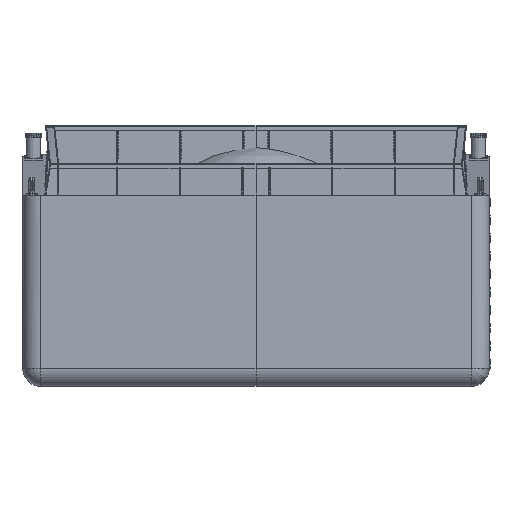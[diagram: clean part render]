
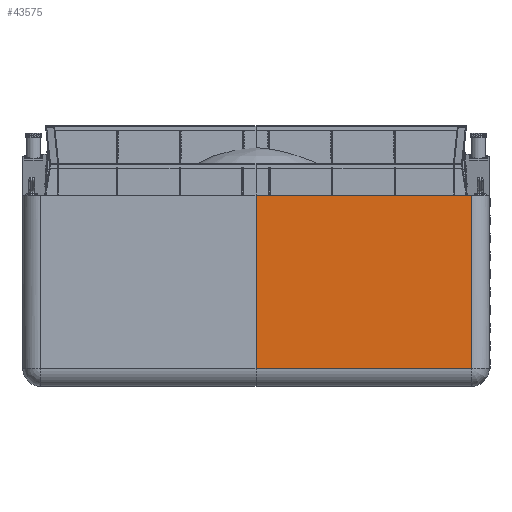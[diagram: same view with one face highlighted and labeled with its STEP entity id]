
A CAD part, front view. The second image highlights one B-rep face of the part: STEP entity #43575.
In plain terms, the highlighted free-form (B-spline) face has degree [1, 1] with [2, 2] control points.
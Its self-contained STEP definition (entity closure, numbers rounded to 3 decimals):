
#42128 = VERTEX_POINT('',#42129);
#42129 = CARTESIAN_POINT('',(0.,0.,4011.329));
#42134 = EDGE_CURVE('',#42128,#42135,#42137,.T.);
#42135 = VERTEX_POINT('',#42136);
#42136 = CARTESIAN_POINT('',(4512.745,0.,
    4011.329));
#42137 = B_SPLINE_CURVE_WITH_KNOTS('',1,(#42138,#42139),.UNSPECIFIED.,
  .F.,.F.,(2,2),(0.,3657.6),.PIECEWISE_BEZIER_KNOTS.);
#42138 = CARTESIAN_POINT('',(0.,0.,4011.329));
#42139 = CARTESIAN_POINT('',(4512.745,0.,
    4011.329));
#42162 = EDGE_CURVE('',#42135,#42163,#42165,.T.);
#42163 = VERTEX_POINT('',#42164);
#42164 = CARTESIAN_POINT('',(4512.745,0.,
    376.315));
#42165 = B_SPLINE_CURVE_WITH_KNOTS('',1,(#42166,#42167),.UNSPECIFIED.,
  .F.,.F.,(2,2),(-639.547,2306.648),
  .PIECEWISE_BEZIER_KNOTS.);
#42166 = CARTESIAN_POINT('',(4512.745,0.,
    4011.329));
#42167 = CARTESIAN_POINT('',(4512.745,0.,
    376.315));
#42186 = EDGE_CURVE('',#42163,#42187,#42189,.T.);
#42187 = VERTEX_POINT('',#42188);
#42188 = CARTESIAN_POINT('',(4512.492,0.,
    376.062));
#42189 = B_SPLINE_CURVE_WITH_KNOTS('',3,(#42190,#42191,#42192,#42193,
    #42194,#42195,#42196,#42197,#42198,#42199),.UNSPECIFIED.,.F.,.F.,(4,
    1,1,1,1,1,1,4),(0.,0.005,0.009,
    0.014,0.018,0.023,
    0.028,0.032),.UNSPECIFIED.);
#42190 = CARTESIAN_POINT('',(4512.745,0.,376.315));
#42191 = CARTESIAN_POINT('',(4512.745,0.,
    376.296));
#42192 = CARTESIAN_POINT('',(4512.741,0.,
    376.258));
#42193 = CARTESIAN_POINT('',(4512.722,0.,
    376.204));
#42194 = CARTESIAN_POINT('',(4512.691,0.,
    376.156));
#42195 = CARTESIAN_POINT('',(4512.651,0.,
    376.116));
#42196 = CARTESIAN_POINT('',(4512.603,0.,
    376.085));
#42197 = CARTESIAN_POINT('',(4512.549,0.,
    376.066));
#42198 = CARTESIAN_POINT('',(4512.511,0.,
    376.062));
#42199 = CARTESIAN_POINT('',(4512.492,0.,376.062));
#42328 = VERTEX_POINT('',#42329);
#42329 = CARTESIAN_POINT('',(0.,0.,376.062));
#42343 = EDGE_CURVE('',#42187,#42328,#42344,.T.);
#42344 = B_SPLINE_CURVE_WITH_KNOTS('',1,(#42345,#42346),.UNSPECIFIED.,
  .F.,.F.,(2,2),(-3657.395,0.),.PIECEWISE_BEZIER_KNOTS.);
#42345 = CARTESIAN_POINT('',(4512.492,0.,376.062));
#42346 = CARTESIAN_POINT('',(0.,0.,376.062));
#43107 = EDGE_CURVE('',#42128,#42328,#43108,.T.);
#43108 = B_SPLINE_CURVE_WITH_KNOTS('',1,(#43109,#43110),.UNSPECIFIED.,
  .F.,.F.,(2,2),(0.,2946.4),.PIECEWISE_BEZIER_KNOTS.);
#43109 = CARTESIAN_POINT('',(0.,0.,4011.329));
#43110 = CARTESIAN_POINT('',(0.,0.,376.062));
#43575 = ADVANCED_FACE('',(#43576),#43583,.T.);
#43576 = FACE_BOUND('',#43577,.T.);
#43577 = EDGE_LOOP('',(#43578,#43579,#43580,#43581,#43582));
#43578 = ORIENTED_EDGE('',*,*,#42162,.F.);
#43579 = ORIENTED_EDGE('',*,*,#42134,.F.);
#43580 = ORIENTED_EDGE('',*,*,#43107,.T.);
#43581 = ORIENTED_EDGE('',*,*,#42343,.F.);
#43582 = ORIENTED_EDGE('',*,*,#42186,.F.);
#43583 = B_SPLINE_SURFACE_WITH_KNOTS('',1,1,(
    (#43584,#43585)
    ,(#43586,#43587
    )),.UNSPECIFIED.,.F.,.F.,.F.,(2,2),(2,2),(0.,2946.4),(0.,
    3657.6),.PIECEWISE_BEZIER_KNOTS.);
#43584 = CARTESIAN_POINT('',(0.,0.,4011.329));
#43585 = CARTESIAN_POINT('',(4512.745,0.,
    4011.329));
#43586 = CARTESIAN_POINT('',(0.,0.,376.062));
#43587 = CARTESIAN_POINT('',(4512.745,0.,
    376.062));
